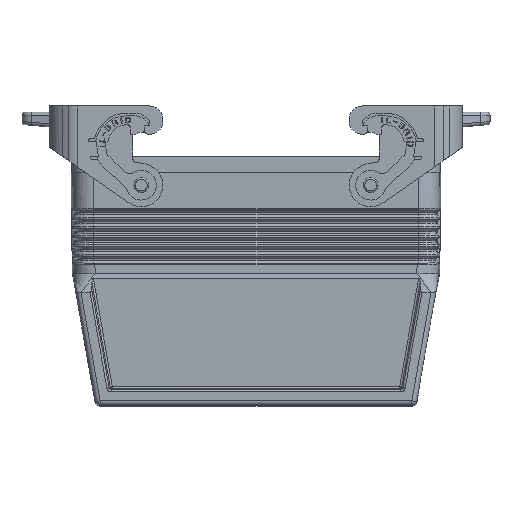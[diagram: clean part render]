
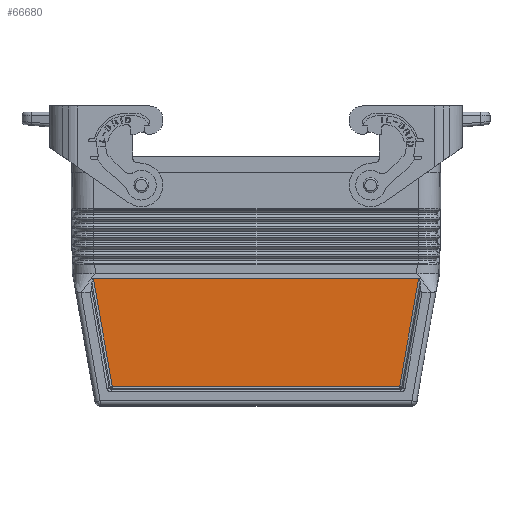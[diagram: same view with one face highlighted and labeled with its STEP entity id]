
A CAD part, front view. The second image highlights one B-rep face of the part: STEP entity #66680.
In plain terms, the highlighted face is planar.
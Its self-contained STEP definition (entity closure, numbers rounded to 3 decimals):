
#450=CARTESIAN_POINT('',(417.083,-16.265,
69.818));
#460=VERTEX_POINT('',#450);
#61540=CARTESIAN_POINT('',(417.083,-22.423,
34.87));
#61550=VERTEX_POINT('',#61540);
#61580=CARTESIAN_POINT('',(417.083,44.373,
34.87));
#61590=DIRECTION('',(0.,-1.,0.));
#61600=VECTOR('',#61590,1.);
#61610=LINE('',#61580,#61600);
#61620=CARTESIAN_POINT('',(417.083,83.235,
34.87));
#61630=VERTEX_POINT('',#61620);
#61640=EDGE_CURVE('',#61630,#61550,#61610,.T.);
#66400=CARTESIAN_POINT('',(417.083,-12.317,
48.893));
#66410=DIRECTION('',(1.,0.,0.));
#66420=DIRECTION('',(0.,1.,0.));
#66430=AXIS2_PLACEMENT_3D('',#66400,#66410,#66420);
#66440=PLANE('',#66430);
#66450=ORIENTED_EDGE('',*,*,#61640,.F.);
#66460=CARTESIAN_POINT('',(417.083,-26.411,
12.233));
#66470=DIRECTION('',(0.,-0.174,-0.985));
#66480=VECTOR('',#66470,1.);
#66490=LINE('',#66460,#66480);
#66500=EDGE_CURVE('',#460,#61550,#66490,.T.);
#66510=ORIENTED_EDGE('',*,*,#66500,.T.);
#66520=CARTESIAN_POINT('',(417.083,44.373,
69.818));
#66530=DIRECTION('',(0.,-1.,0.));
#66540=VECTOR('',#66530,1.);
#66550=LINE('',#66520,#66540);
#66560=CARTESIAN_POINT('',(417.083,77.078,
69.818));
#66570=VERTEX_POINT('',#66560);
#66580=EDGE_CURVE('',#66570,#460,#66550,.T.);
#66590=ORIENTED_EDGE('',*,*,#66580,.T.);
#66600=CARTESIAN_POINT('',(417.083,87.223,
12.233));
#66610=DIRECTION('',(0.,0.174,-0.985));
#66620=VECTOR('',#66610,1.);
#66630=LINE('',#66600,#66620);
#66640=EDGE_CURVE('',#66570,#61630,#66630,.T.);
#66650=ORIENTED_EDGE('',*,*,#66640,.F.);
#66660=EDGE_LOOP('',(#66650,#66590,#66510,#66450));
#66670=FACE_OUTER_BOUND('',#66660,.T.);
#66680=ADVANCED_FACE('',(#66670),#66440,.T.);
